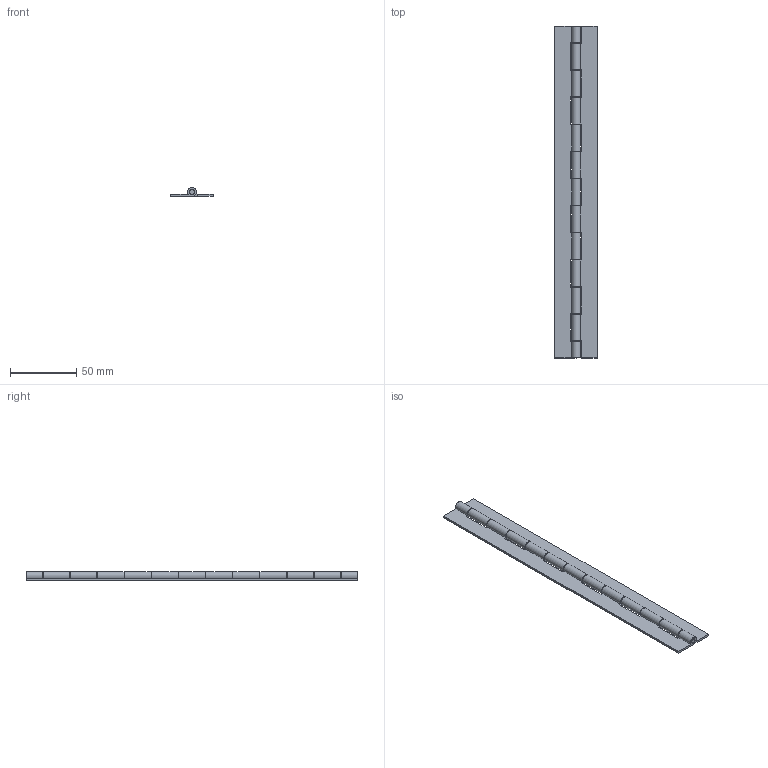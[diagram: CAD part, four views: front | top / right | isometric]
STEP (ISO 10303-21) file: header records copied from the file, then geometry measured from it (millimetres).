
FILE_DESCRIPTION (( 'STEP AP203' ), '1' );
FILE_NAME ('B-7-51.STEP', '2008-11-20T02:05:29', ( ' ' ), ( ' ' ), 'SwSTEP 2.0', 'SolidWorks 2007', '' );
FILE_SCHEMA (( 'CONFIG_CONTROL_DESIGN' ));
Length unit declared in the file: millimetre
Products named in the file (4): B-7-51僸儞僕A__棉太倌; B-7-51僸儞僕B__棉太倌; B-7-51僔儍僼僩__棉太倌; B-7-51
Assembly tree (3 placements, depth 2):
  B-7-51
    B-7-51僸儞僕B__棉太倌
    B-7-51僔儍僼僩__棉太倌
    B-7-51僸儞僕A__棉太倌
Bounding box: 32 x 250 x 6.69 mm (x, y, z)
Volume: 19038.3 mm3; surface area: 25046.6 mm2
Topology: 3 solids, 3 shells, 90 faces, 252 edges, 168 vertices
Faces by surface type: plane 49, cylinder 41
Entity records: 3384 total; most frequent: DIRECTION 526, CARTESIAN_POINT 516, ORIENTED_EDGE 504, EDGE_CURVE 252, AXIS2_PLACEMENT_3D 178, VECTOR 170, LINE 170, VERTEX_POINT 168
